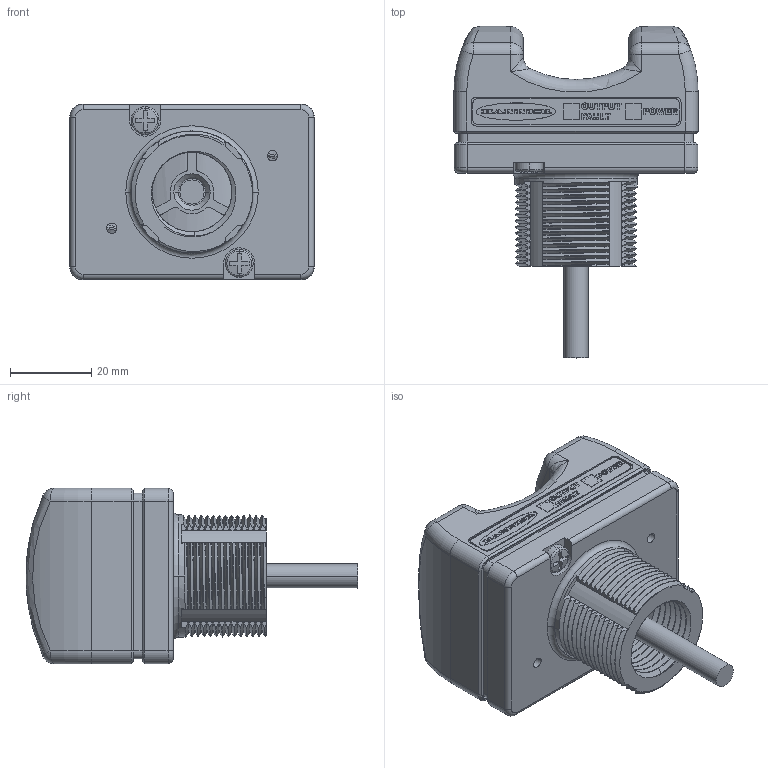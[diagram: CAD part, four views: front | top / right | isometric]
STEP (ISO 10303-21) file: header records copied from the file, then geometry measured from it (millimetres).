
FILE_DESCRIPTION((''),'2;1');
FILE_NAME('155336_SW','2011-02-01T',('banengservice'),('BANNER ENGINEERING'),'PRO/ENGINEER BY PARAMETRIC TECHNOLOGY CORPORATION, 2009141','PRO/ENGINEER BY PARAMETRIC TECHNOLOGY CORPORATION, 2009141','');
FILE_SCHEMA(('CONFIG_CONTROL_DESIGN'));
Products named in the file (1): 155336_SW
Bounding box: 59.99 x 81.55 x 43.18 mm (x, y, z)
Volume: 44293.7 mm3; surface area: 30850.8 mm2
Topology: 1 solids, 1 shells, 1581 faces, 4221 edges, 2679 vertices
Faces by surface type: cylinder 555, plane 494, bspline 274, extrusion 81, sphere 80, torus 75, cone 22
Entity records: 71709 total; most frequent: CARTESIAN_POINT 34609, ORIENTED_EDGE 8410, DIRECTION 6682, EDGE_CURVE 4205, VERTEX_POINT 2679, AXIS2_PLACEMENT_3D 2289, VECTOR 2104, LINE 2023
